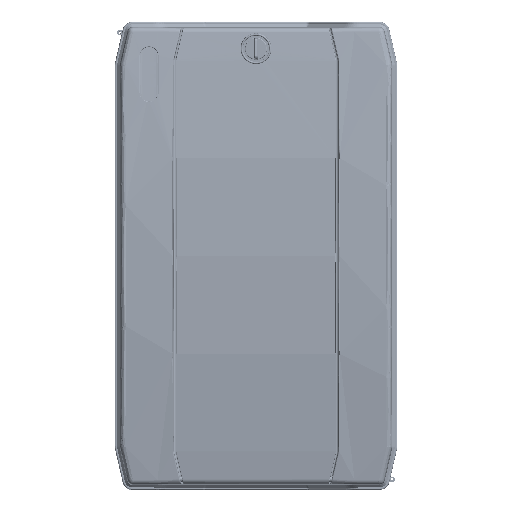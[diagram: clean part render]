
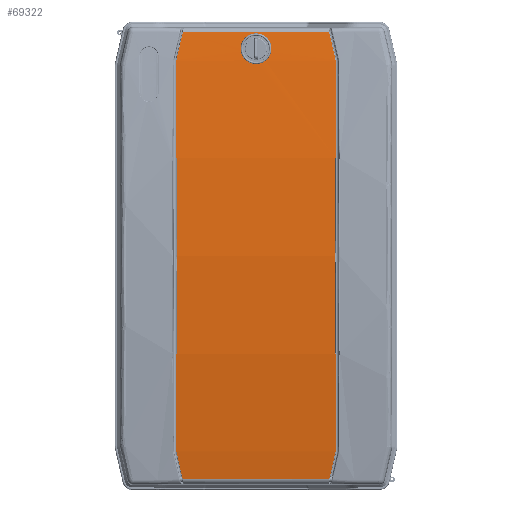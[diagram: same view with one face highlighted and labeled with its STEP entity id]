
A CAD part, top view. The second image highlights one B-rep face of the part: STEP entity #69322.
In plain terms, the highlighted cylindrical face has radius 1466.77 mm (diameter 2933.54 mm), a partial arc.
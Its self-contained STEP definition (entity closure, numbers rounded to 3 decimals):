
#66966=CARTESIAN_POINT('',(-204.278,125.705,
66.964));
#66975=CARTESIAN_POINT('',(-179.157,129.017,
72.703));
#66980=CARTESIAN_POINT('',(178.145,129.142,72.817));
#66997=CARTESIAN_POINT('',(-178.144,129.142,
72.817));
#67006=CARTESIAN_POINT('',(179.157,129.017,72.703));
#67025=CARTESIAN_POINT('',(204.279,125.705,66.964));
#67070=DIRECTION('',(0.,0.,-1.));
#67071=VECTOR('',#67070,133.927);
#67072=CARTESIAN_POINT('',(204.279,125.705,66.964));
#67073=LINE('',#67072,#67071);
#67088=CARTESIAN_POINT('',(-204.278,125.705,
-66.962));
#67089=CARTESIAN_POINT('',(-195.914,126.882,
-68.871));
#67090=CARTESIAN_POINT('',(-187.54,127.986,
-70.784));
#67091=CARTESIAN_POINT('',(-179.157,129.017,
-72.701));
#67096=CARTESIAN_POINT('',(-179.157,129.017,
-72.701));
#67097=CARTESIAN_POINT('',(-178.823,129.058,
-72.777));
#67098=CARTESIAN_POINT('',(-178.486,129.1,
-72.816));
#67099=CARTESIAN_POINT('',(-178.144,129.142,
-72.815));
#67104=CARTESIAN_POINT('',(0.,-1326.32,
-98.663));
#67105=DIRECTION('',(0.,0.018,-1.));
#67106=DIRECTION('',(-0.121,0.992,0.018));
#67107=AXIS2_PLACEMENT_3D('',#67104,#67105,#67106);
#67112=CARTESIAN_POINT('',(178.145,129.142,
-72.815));
#67113=CARTESIAN_POINT('',(178.487,129.1,
-72.816));
#67114=CARTESIAN_POINT('',(178.824,129.058,
-72.777));
#67115=CARTESIAN_POINT('',(179.157,129.017,
-72.701));
#67120=CARTESIAN_POINT('',(179.157,129.017,
-72.701));
#67121=CARTESIAN_POINT('',(187.541,127.986,
-70.784));
#67122=CARTESIAN_POINT('',(195.915,126.882,
-68.871));
#67123=CARTESIAN_POINT('',(204.279,125.705,
-66.962));
#67128=CARTESIAN_POINT('',(204.279,125.705,66.964));
#67129=CARTESIAN_POINT('',(195.915,126.882,68.874));
#67130=CARTESIAN_POINT('',(187.541,127.986,70.786));
#67131=CARTESIAN_POINT('',(179.157,129.017,72.703));
#67136=CARTESIAN_POINT('',(179.157,129.017,72.703));
#67137=CARTESIAN_POINT('',(178.824,129.058,72.779));
#67138=CARTESIAN_POINT('',(178.487,129.1,72.818));
#67139=CARTESIAN_POINT('',(178.145,129.142,72.817));
#67144=CARTESIAN_POINT('',(0.,-1326.32,
98.665));
#67145=DIRECTION('',(0.,0.018,1.));
#67146=DIRECTION('',(0.121,0.992,-0.018));
#67147=AXIS2_PLACEMENT_3D('',#67144,#67145,#67146);
#67152=CARTESIAN_POINT('',(-178.144,129.142,
72.817));
#67153=CARTESIAN_POINT('',(-178.486,129.1,
72.818));
#67154=CARTESIAN_POINT('',(-178.823,129.058,
72.779));
#67155=CARTESIAN_POINT('',(-179.157,129.017,
72.703));
#67160=CARTESIAN_POINT('',(-179.157,129.017,
72.703));
#67161=CARTESIAN_POINT('',(-187.54,127.986,
70.786));
#67162=CARTESIAN_POINT('',(-195.914,126.882,
68.874));
#67163=CARTESIAN_POINT('',(-204.278,125.705,
66.964));
#67168=CARTESIAN_POINT('',(-189.399,127.721,
-14.09));
#67169=CARTESIAN_POINT('',(-190.317,127.601,
-14.094));
#67170=CARTESIAN_POINT('',(-192.113,127.365,
-13.925));
#67171=CARTESIAN_POINT('',(-194.74,127.016,
-13.155));
#67172=CARTESIAN_POINT('',(-197.17,126.688,
-11.889));
#67173=CARTESIAN_POINT('',(-198.586,126.495,
-10.766));
#67174=CARTESIAN_POINT('',(-199.247,126.404,
-10.127));
#67179=CARTESIAN_POINT('',(-199.247,126.404,
-10.127));
#67180=CARTESIAN_POINT('',(-200.072,126.291,
-9.328));
#67181=CARTESIAN_POINT('',(-201.478,126.097,
-7.589));
#67182=CARTESIAN_POINT('',(-202.932,125.894,
-4.533));
#67183=CARTESIAN_POINT('',(-203.617,125.798,
-1.248));
#67184=CARTESIAN_POINT('',(-203.515,125.812,
2.106));
#67185=CARTESIAN_POINT('',(-202.63,125.936,
5.345));
#67186=CARTESIAN_POINT('',(-201.005,126.162,
8.294));
#67187=CARTESIAN_POINT('',(-198.726,126.476,
10.78));
#67188=CARTESIAN_POINT('',(-195.949,126.853,
12.652));
#67189=CARTESIAN_POINT('',(-192.768,127.279,13.83));
#67190=CARTESIAN_POINT('',(-190.548,127.571,
14.094));
#67191=CARTESIAN_POINT('',(-189.4,127.72,
14.09));
#67196=CARTESIAN_POINT('',(-189.4,127.72,
14.09));
#67197=CARTESIAN_POINT('',(-188.238,127.872,
14.087));
#67198=CARTESIAN_POINT('',(-185.992,128.161,
13.801));
#67199=CARTESIAN_POINT('',(-182.772,128.569,
12.568));
#67200=CARTESIAN_POINT('',(-179.96,128.919,
10.601));
#67201=CARTESIAN_POINT('',(-177.718,129.194,
8.053));
#67202=CARTESIAN_POINT('',(-176.133,129.386,
5.02));
#67203=CARTESIAN_POINT('',(-175.322,129.484,
1.707));
#67204=CARTESIAN_POINT('',(-175.322,129.484,
-1.699));
#67205=CARTESIAN_POINT('',(-176.127,129.387,
-5.));
#67206=CARTESIAN_POINT('',(-177.699,129.197,
-8.023));
#67207=CARTESIAN_POINT('',(-179.935,128.922,
-10.58));
#67208=CARTESIAN_POINT('',(-182.751,128.572,
-12.558));
#67209=CARTESIAN_POINT('',(-185.984,128.162,
-13.8));
#67210=CARTESIAN_POINT('',(-188.236,127.872,
-14.086));
#67211=CARTESIAN_POINT('',(-189.399,127.721,
-14.09));
#67245=DIRECTION('',(0.,0.,1.));
#67246=VECTOR('',#67245,133.927);
#67247=CARTESIAN_POINT('',(-204.278,125.705,
-66.962));
#67248=LINE('',#67247,#67246);
#68434=VERTEX_POINT('',#66966);
#68437=VERTEX_POINT('',#66975);
#68438=VERTEX_POINT('',#66997);
#68439=VERTEX_POINT('',#66980);
#68440=VERTEX_POINT('',#67006);
#68441=VERTEX_POINT('',#67025);
#68446=CARTESIAN_POINT('',(204.279,125.705,
-66.962));
#68447=VERTEX_POINT('',#68446);
#68448=CARTESIAN_POINT('',(-204.278,125.705,
-66.962));
#68449=VERTEX_POINT('',#68448);
#68450=VERTEX_POINT('',#67091);
#68451=VERTEX_POINT('',#67099);
#68452=CARTESIAN_POINT('',(178.145,129.141,
-72.816));
#68453=VERTEX_POINT('',#68452);
#68454=VERTEX_POINT('',#67115);
#68455=VERTEX_POINT('',#67168);
#68456=VERTEX_POINT('',#67174);
#68457=VERTEX_POINT('',#67191);
#69289=CARTESIAN_POINT('',(0.,-1326.772,-129.25));
#69290=DIRECTION('',(0.,0.,1.));
#69291=DIRECTION('',(1.,0.,0.));
#69292=AXIS2_PLACEMENT_3D('',#69289,#69290,#69291);
#69293=CYLINDRICAL_SURFACE('',#69292,1466.772);
#69295=ORIENTED_EDGE('',*,*,#69294,.F.);
#69297=ORIENTED_EDGE('',*,*,#69296,.T.);
#69299=ORIENTED_EDGE('',*,*,#69298,.T.);
#69301=ORIENTED_EDGE('',*,*,#69300,.T.);
#69303=ORIENTED_EDGE('',*,*,#69302,.T.);
#69305=ORIENTED_EDGE('',*,*,#69304,.T.);
#69306=ORIENTED_EDGE('',*,*,#69282,.F.);
#69307=ORIENTED_EDGE('',*,*,#69184,.T.);
#69308=ORIENTED_EDGE('',*,*,#69158,.T.);
#69309=ORIENTED_EDGE('',*,*,#69132,.T.);
#69310=ORIENTED_EDGE('',*,*,#69112,.T.);
#69311=ORIENTED_EDGE('',*,*,#69086,.T.);
#69312=EDGE_LOOP('',(#69295,#69297,#69299,#69301,#69303,#69305,#69306,#69307,
#69308,#69309,#69310,#69311));
#69313=FACE_OUTER_BOUND('',#69312,.F.);
#69315=ORIENTED_EDGE('',*,*,#69314,.T.);
#69317=ORIENTED_EDGE('',*,*,#69316,.T.);
#69319=ORIENTED_EDGE('',*,*,#69318,.T.);
#69320=EDGE_LOOP('',(#69315,#69317,#69319));
#69321=FACE_BOUND('',#69320,.F.);
#67092=B_SPLINE_CURVE_WITH_KNOTS('',3,(#67088,#67089,#67090,#67091),
.UNSPECIFIED.,.F.,.F.,(4,4),(0.,1.),.UNSPECIFIED.);
#67100=B_SPLINE_CURVE_WITH_KNOTS('',3,(#67096,#67097,#67098,#67099),
.UNSPECIFIED.,.F.,.F.,(4,4),(0.,1.),.UNSPECIFIED.);
#67108=CIRCLE('',#67107,1466.55);
#67116=B_SPLINE_CURVE_WITH_KNOTS('',3,(#67112,#67113,#67114,#67115),
.UNSPECIFIED.,.F.,.F.,(4,4),(0.,1.),.UNSPECIFIED.);
#67124=B_SPLINE_CURVE_WITH_KNOTS('',3,(#67120,#67121,#67122,#67123),
.UNSPECIFIED.,.F.,.F.,(4,4),(0.,1.),.UNSPECIFIED.);
#67132=B_SPLINE_CURVE_WITH_KNOTS('',3,(#67128,#67129,#67130,#67131),
.UNSPECIFIED.,.F.,.F.,(4,4),(0.,1.),.UNSPECIFIED.);
#67140=B_SPLINE_CURVE_WITH_KNOTS('',3,(#67136,#67137,#67138,#67139),
.UNSPECIFIED.,.F.,.F.,(4,4),(0.,1.),.UNSPECIFIED.);
#67148=CIRCLE('',#67147,1466.55);
#67156=B_SPLINE_CURVE_WITH_KNOTS('',3,(#67152,#67153,#67154,#67155),
.UNSPECIFIED.,.F.,.F.,(4,4),(0.,1.),.UNSPECIFIED.);
#67164=B_SPLINE_CURVE_WITH_KNOTS('',3,(#67160,#67161,#67162,#67163),
.UNSPECIFIED.,.F.,.F.,(4,4),(0.,1.),.UNSPECIFIED.);
#67175=B_SPLINE_CURVE_WITH_KNOTS('',3,(#67168,#67169,#67170,#67171,#67172,
#67173,#67174),.UNSPECIFIED.,.F.,.F.,(4,1,1,1,4),(0.,0.25,0.5,0.75,
1.),.UNSPECIFIED.);
#67192=B_SPLINE_CURVE_WITH_KNOTS('',3,(#67179,#67180,#67181,#67182,#67183,
#67184,#67185,#67186,#67187,#67188,#67189,#67190,#67191),.UNSPECIFIED.,.F.,.F.,(
4,1,1,1,1,1,1,1,1,1,4),(0.,0.1,0.2,0.3,0.4,0.5,0.6,0.7,0.8,
0.9,1.),.UNSPECIFIED.);
#67212=B_SPLINE_CURVE_WITH_KNOTS('',3,(#67196,#67197,#67198,#67199,#67200,
#67201,#67202,#67203,#67204,#67205,#67206,#67207,#67208,#67209,#67210,#67211),
.UNSPECIFIED.,.F.,.F.,(4,1,1,1,1,1,1,1,1,1,1,1,1,4),(0.,0.077,
0.154,0.231,0.308,0.385,
0.462,0.538,0.615,0.692,
0.769,0.846,0.923,1.),.UNSPECIFIED.);
#69086=EDGE_CURVE('',#68437,#68434,#67164,.T.);
#69112=EDGE_CURVE('',#68438,#68437,#67156,.T.);
#69132=EDGE_CURVE('',#68439,#68438,#67148,.T.);
#69158=EDGE_CURVE('',#68440,#68439,#67140,.T.);
#69184=EDGE_CURVE('',#68441,#68440,#67132,.T.);
#69282=EDGE_CURVE('',#68441,#68447,#67073,.T.);
#69294=EDGE_CURVE('',#68449,#68434,#67248,.T.);
#69296=EDGE_CURVE('',#68449,#68450,#67092,.T.);
#69298=EDGE_CURVE('',#68450,#68451,#67100,.T.);
#69300=EDGE_CURVE('',#68451,#68453,#67108,.T.);
#69302=EDGE_CURVE('',#68453,#68454,#67116,.T.);
#69304=EDGE_CURVE('',#68454,#68447,#67124,.T.);
#69314=EDGE_CURVE('',#68455,#68456,#67175,.T.);
#69316=EDGE_CURVE('',#68456,#68457,#67192,.T.);
#69318=EDGE_CURVE('',#68457,#68455,#67212,.T.);
#69322=ADVANCED_FACE('',(#69313,#69321),#69293,.T.);
